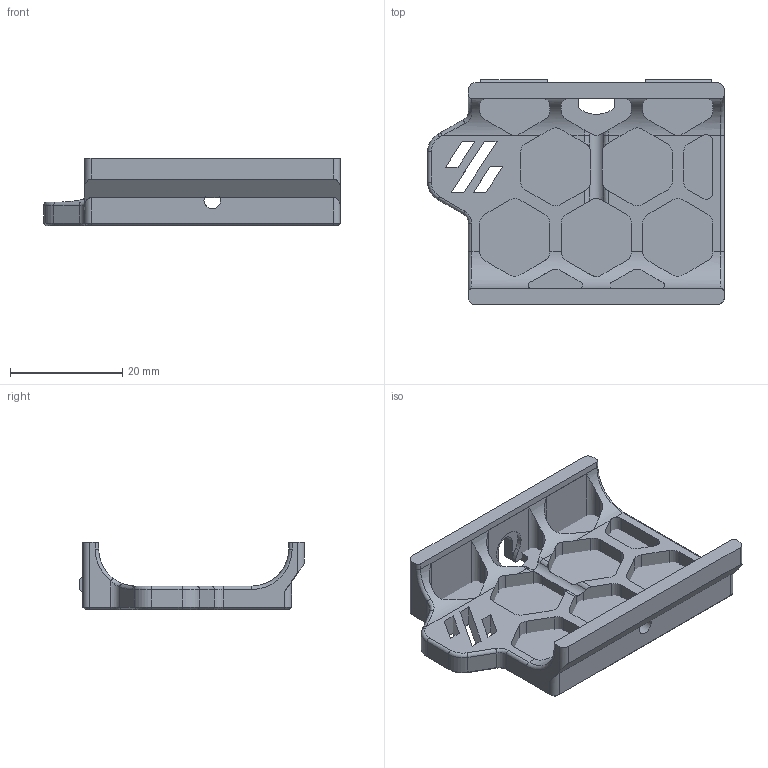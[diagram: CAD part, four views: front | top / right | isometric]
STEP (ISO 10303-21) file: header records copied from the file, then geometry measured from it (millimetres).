
FILE_DESCRIPTION(/* description */ (''),/* implementation_level */ '2;1');
FILE_NAME(/* name */ 'front skirt_2.step',/* time_stamp */ '2022-11-23T18:14:42-08:00',/* author */ (''),/* organization */ (''),/* preprocessor_version */ 'ST-DEVELOPER v19.2',/* originating_system */ 'Autodesk Translation Framework v11.17.0.187',/* authorisation */ '');
FILE_SCHEMA (('AUTOMOTIVE_DESIGN { 1 0 10303 214 3 1 1 }'));
Length unit declared in the file: millimetre
Products named in the file (2): front skirt_2; Inserts
Assembly tree (1 placements, depth 2):
  front skirt_2
    Inserts
Bounding box: 52.89 x 40.1 x 12 mm (x, y, z)
Volume: 7117.4 mm3; surface area: 8279.4 mm2
Topology: 10 solids, 10 shells, 449 faces, 1162 edges, 724 vertices
Faces by surface type: plane 245, cylinder 136, cone 57, torus 7, bspline 4
Full cylindrical faces by diameter (mm): 3 x1
Entity records: 14145 total; most frequent: CARTESIAN_POINT 2967, DIRECTION 2340, ORIENTED_EDGE 2324, EDGE_CURVE 1162, AXIS2_PLACEMENT_3D 787, LINE 766, VECTOR 766, VERTEX_POINT 724
